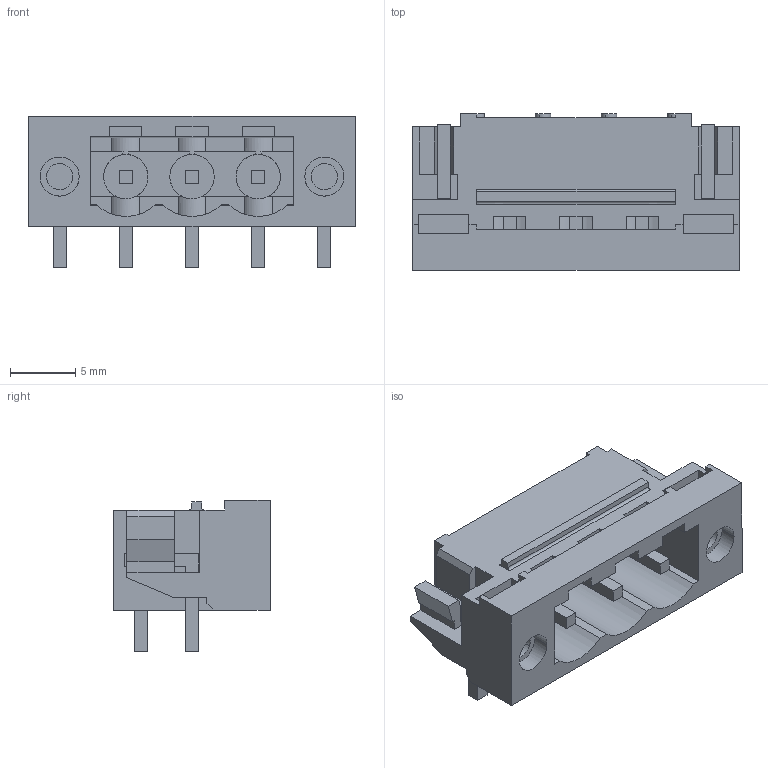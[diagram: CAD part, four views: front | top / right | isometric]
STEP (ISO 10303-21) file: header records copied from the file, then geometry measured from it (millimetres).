
FILE_DESCRIPTION(('CATIA V5R22 STEP214','CAx-IF Rec.Pracs.--- Model Styling and Organization---1.4--- 2014-01-23'),'2;1');
FILE_NAME ('D1456960_1_1837640000_1837640000.stp','2023-05-11T06:54:46+00:00',('none'),('Weidmueller'),'CATIA Version 5-6 Release 2016 SP3 HF44','CATIA V5 STEP AP214','none');
FILE_SCHEMA(('AUTOMOTIVE_DESIGN { 1 0 10303 214 1 1 1 1 }'));
Length unit declared in the file: millimetre
Products named in the file (1): 1837640000
Bounding box: 25.04 x 12 x 11.63 mm (x, y, z)
Volume: 1117.4 mm3; surface area: 2321.8 mm2
Topology: 6 solids, 6 shells, 295 faces, 868 edges, 574 vertices
Faces by surface type: plane 245, cylinder 42, extrusion 8
Entity records: 9508 total; most frequent: CARTESIAN_POINT 2070, ORIENTED_EDGE 1736, DIRECTION 1201, EDGE_CURVE 868, VECTOR 707, LINE 699, VERTEX_POINT 574, EDGE_LOOP 316
